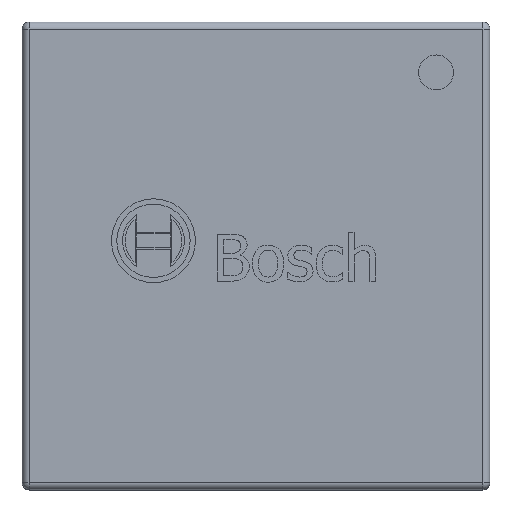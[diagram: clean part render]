
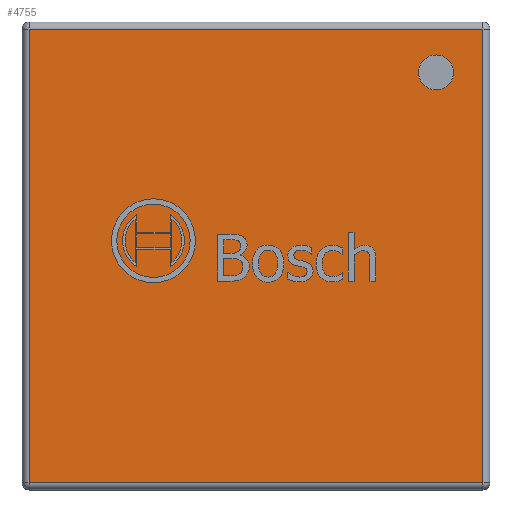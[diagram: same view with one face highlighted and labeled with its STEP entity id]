
A CAD part, top view. The second image highlights one B-rep face of the part: STEP entity #4755.
In plain terms, the highlighted planar face has unit normal (0, 0, 1).
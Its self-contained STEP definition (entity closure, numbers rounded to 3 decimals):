
#544=FACE_OUTER_BOUND('',#841,.T.);
#841=EDGE_LOOP('',(#3546,#3547,#3548,#3549));
#1212=LINE('',#6784,#1719);
#1216=LINE('',#6797,#1723);
#1218=LINE('',#6800,#1725);
#1220=LINE('',#6803,#1727);
#1719=VECTOR('',#5703,10.);
#1723=VECTOR('',#5719,10.);
#1725=VECTOR('',#5723,10.);
#1727=VECTOR('',#5727,10.);
#2174=VERTEX_POINT('',#6738);
#2183=VERTEX_POINT('',#6765);
#2186=VERTEX_POINT('',#6775);
#2189=VERTEX_POINT('',#6788);
#2677=EDGE_CURVE('',#2174,#2186,#1212,.T.);
#2684=EDGE_CURVE('',#2186,#2189,#1216,.T.);
#2686=EDGE_CURVE('',#2189,#2183,#1218,.T.);
#2688=EDGE_CURVE('',#2183,#2174,#1220,.T.);
#3546=ORIENTED_EDGE('',*,*,#2677,.F.);
#3547=ORIENTED_EDGE('',*,*,#2688,.F.);
#3548=ORIENTED_EDGE('',*,*,#2686,.F.);
#3549=ORIENTED_EDGE('',*,*,#2684,.F.);
#4534=PLANE('',#5183);
#4755=ADVANCED_FACE('',(#544),#4534,.T.);
#5183=AXIS2_PLACEMENT_3D('',#6818,#5749,#5750);
#5703=DIRECTION('',(0.,-1.,0.));
#5719=DIRECTION('',(-1.,0.,0.));
#5723=DIRECTION('',(0.,1.,0.));
#5727=DIRECTION('',(1.,0.,0.));
#5749=DIRECTION('center_axis',(0.,0.,1.));
#5750=DIRECTION('ref_axis',(1.,0.,0.));
#6738=CARTESIAN_POINT('',(0.97,0.97,1.));
#6765=CARTESIAN_POINT('',(-0.97,0.97,1.));
#6775=CARTESIAN_POINT('',(0.97,-0.97,1.));
#6784=CARTESIAN_POINT('',(0.97,-0.5,1.));
#6788=CARTESIAN_POINT('',(-0.97,-0.97,1.));
#6797=CARTESIAN_POINT('',(-0.5,-0.97,1.));
#6800=CARTESIAN_POINT('',(-0.97,0.5,1.));
#6803=CARTESIAN_POINT('',(0.5,0.97,1.));
#6818=CARTESIAN_POINT('Origin',(0.,0.,1.));
